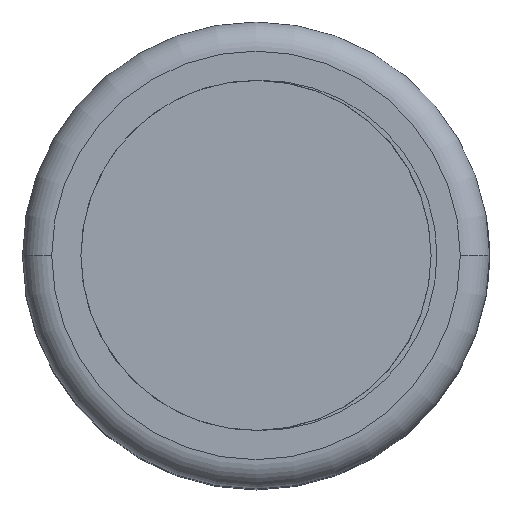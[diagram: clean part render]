
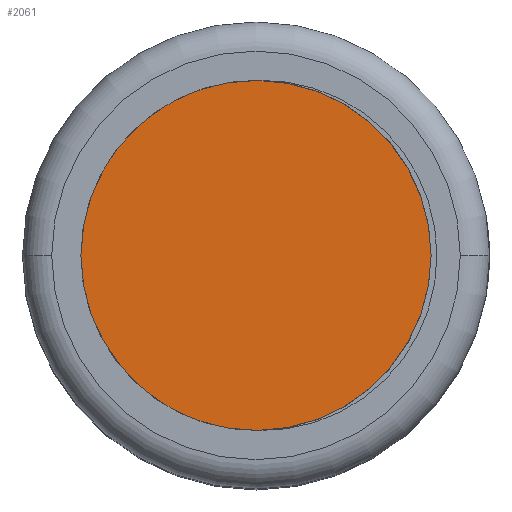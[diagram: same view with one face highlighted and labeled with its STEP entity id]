
A CAD part, top view. The second image highlights one B-rep face of the part: STEP entity #2061.
In plain terms, the highlighted planar face has unit normal (0, 0, 1).
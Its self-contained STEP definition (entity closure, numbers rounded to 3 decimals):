
#1993=CARTESIAN_POINT('',(3.0,0.,11.4));
#1994=VERTEX_POINT('',#1993);
#2010=CARTESIAN_POINT('',(-3.0,0.,11.4));
#2011=VERTEX_POINT('',#2010);
#2018=CARTESIAN_POINT('',(0.0,0.,11.4));
#2019=DIRECTION('',(0.0,0.0,-1.0));
#2020=DIRECTION('',(1.0,0.0,0.0));
#2021=AXIS2_PLACEMENT_3D('',#2018,#2019,#2020);
#2022=CIRCLE('',#2021,3.0);
#2023=EDGE_CURVE('',#2011,#1994,#2022,.T.);
#2034=CARTESIAN_POINT('',(0.0,0.,11.4));
#2035=DIRECTION('',(0.0,0.0,-1.0));
#2036=DIRECTION('',(1.0,0.0,0.0));
#2037=AXIS2_PLACEMENT_3D('',#2034,#2035,#2036);
#2038=CIRCLE('',#2037,3.0);
#2039=EDGE_CURVE('',#1994,#2011,#2038,.T.);
#2052=CARTESIAN_POINT('',(0.0,0.,11.4));
#2053=DIRECTION('',(0.0,0.0,1.0));
#2054=DIRECTION('',(1.0,0.0,0.0));
#2055=AXIS2_PLACEMENT_3D('',#2052,#2053,#2054);
#2056=PLANE('',#2055);
#2057=ORIENTED_EDGE('',*,*,#2039,.F.);
#2058=ORIENTED_EDGE('',*,*,#2023,.F.);
#2059=EDGE_LOOP('',(#2057,#2058));
#2060=FACE_OUTER_BOUND('',#2059,.T.);
#2061=ADVANCED_FACE('',(#2060),#2056,.T.);
